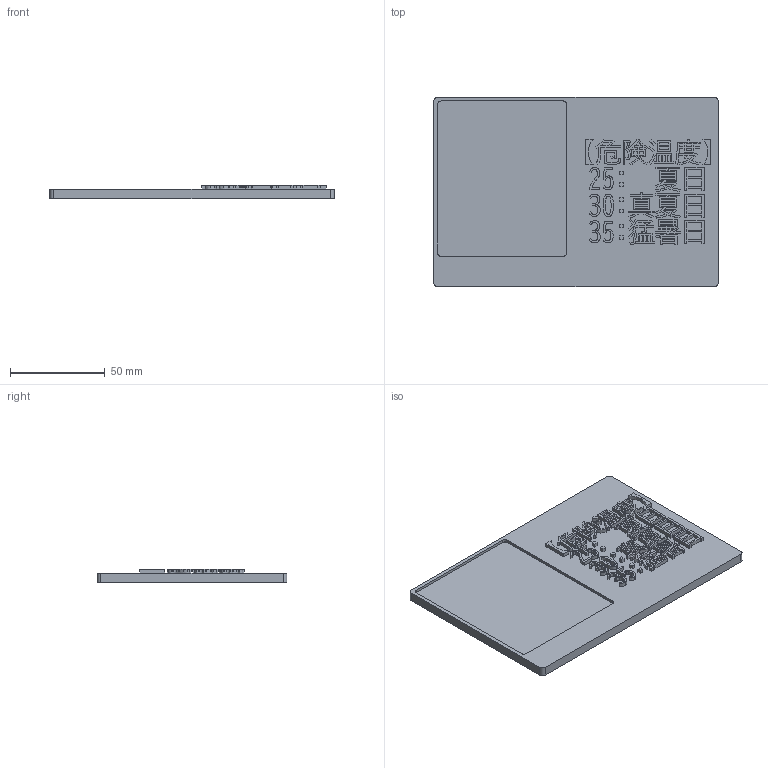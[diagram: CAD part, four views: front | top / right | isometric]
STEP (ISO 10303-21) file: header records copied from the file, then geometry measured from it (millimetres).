
FILE_DESCRIPTION(('Open CASCADE Model'),'2;1');
FILE_NAME('Open CASCADE Shape Model','2024-09-20T00:09:20',('Author'),( 'Open CASCADE'),'Open CASCADE STEP processor 7.7','Open CASCADE 7.7' ,'Unknown');
FILE_SCHEMA(('AUTOMOTIVE_DESIGN { 1 0 10303 214 1 1 1 1 }'));
Length unit declared in the file: millimetre
Products named in the file (1): Open CASCADE STEP translator 7.7 1
Bounding box: 150 x 100 x 7 mm (x, y, z)
Volume: 68644.5 mm3; surface area: 36993.7 mm2
Topology: 1 solids, 1 shells, 751 faces, 2016 edges, 1344 vertices
Faces by surface type: plane 520, extrusion 223, cylinder 8
Entity records: 49660 total; most frequent: CARTESIAN_POINT 10418, DIRECTION 6439, VECTOR 5339, LINE 5116, ORIENTED_EDGE 4032, PCURVE 4032, DEFINITIONAL_REPRESENTATION 4032, EDGE_CURVE 2016
